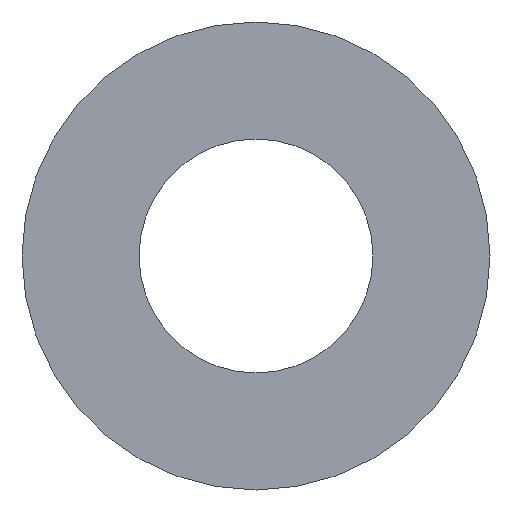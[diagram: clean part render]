
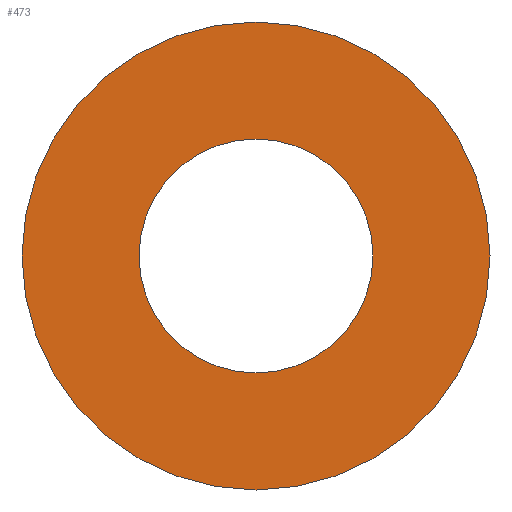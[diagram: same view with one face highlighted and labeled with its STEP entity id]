
A CAD part, front view. The second image highlights one B-rep face of the part: STEP entity #473.
In plain terms, the highlighted planar face has unit normal (0, -1, 0).
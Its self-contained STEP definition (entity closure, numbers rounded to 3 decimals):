
#20 = CARTESIAN_POINT ( 'NONE',  ( 0., 0., 0. ) ) ;
#27 = ORIENTED_EDGE ( 'NONE', *, *, #159, .F. ) ;
#47 = CIRCLE ( 'NONE', #628, 10. ) ;
#57 = EDGE_LOOP ( 'NONE', ( #27, #674 ) ) ;
#69 = CARTESIAN_POINT ( 'NONE',  ( 0., 0., -5. ) ) ;
#98 = EDGE_CURVE ( 'NONE', #436, #153, #358, .T. ) ;
#99 = DIRECTION ( 'NONE',  ( 0., 0., 1. ) ) ;
#119 = ORIENTED_EDGE ( 'NONE', *, *, #393, .F. ) ;
#138 = AXIS2_PLACEMENT_3D ( 'NONE', #323, #260, #488 ) ;
#153 = VERTEX_POINT ( 'NONE', #567 ) ;
#156 = ORIENTED_EDGE ( 'NONE', *, *, #98, .F. ) ;
#159 = EDGE_CURVE ( 'NONE', #335, #677, #325, .T. ) ;
#163 = DIRECTION ( 'NONE',  ( 0., 1., 0. ) ) ;
#175 = CARTESIAN_POINT ( 'NONE',  ( 0., 0., 5. ) ) ;
#191 = AXIS2_PLACEMENT_3D ( 'NONE', #704, #194, #99 ) ;
#194 = DIRECTION ( 'NONE',  ( 0., 1., 0. ) ) ;
#201 = FACE_OUTER_BOUND ( 'NONE', #344, .T. ) ;
#210 = CARTESIAN_POINT ( 'NONE',  ( 0., 0., -10. ) ) ;
#233 = DIRECTION ( 'NONE',  ( 0., 0., -1. ) ) ;
#236 = CARTESIAN_POINT ( 'NONE',  ( 0., 0., 0. ) ) ;
#248 = DIRECTION ( 'NONE',  ( 0., 1., 0. ) ) ;
#260 = DIRECTION ( 'NONE',  ( 0., -1., 0. ) ) ;
#320 = PLANE ( 'NONE',  #349 ) ;
#323 = CARTESIAN_POINT ( 'NONE',  ( 0., 0., 0. ) ) ;
#325 = CIRCLE ( 'NONE', #518, 5. ) ;
#335 = VERTEX_POINT ( 'NONE', #69 ) ;
#344 = EDGE_LOOP ( 'NONE', ( #156, #119 ) ) ;
#349 = AXIS2_PLACEMENT_3D ( 'NONE', #379, #163, #427 ) ;
#358 = CIRCLE ( 'NONE', #191, 10. ) ;
#379 = CARTESIAN_POINT ( 'NONE',  ( 0., 0., 0. ) ) ;
#393 = EDGE_CURVE ( 'NONE', #153, #436, #47, .T. ) ;
#410 = CIRCLE ( 'NONE', #138, 5. ) ;
#427 = DIRECTION ( 'NONE',  ( 0., 0., 1. ) ) ;
#436 = VERTEX_POINT ( 'NONE', #210 ) ;
#473 = ADVANCED_FACE ( 'NONE', ( #670, #201 ), #320, .F. ) ;
#475 = DIRECTION ( 'NONE',  ( 0., 0., 1. ) ) ;
#488 = DIRECTION ( 'NONE',  ( 0., 0., -1. ) ) ;
#513 = DIRECTION ( 'NONE',  ( 0., -1., 0. ) ) ;
#518 = AXIS2_PLACEMENT_3D ( 'NONE', #236, #513, #233 ) ;
#523 = EDGE_CURVE ( 'NONE', #677, #335, #410, .T. ) ;
#567 = CARTESIAN_POINT ( 'NONE',  ( 0., 0., 10. ) ) ;
#628 = AXIS2_PLACEMENT_3D ( 'NONE', #20, #248, #475 ) ;
#670 = FACE_BOUND ( 'NONE', #57, .T. ) ;
#674 = ORIENTED_EDGE ( 'NONE', *, *, #523, .F. ) ;
#677 = VERTEX_POINT ( 'NONE', #175 ) ;
#704 = CARTESIAN_POINT ( 'NONE',  ( 0., 0., 0. ) ) ;
